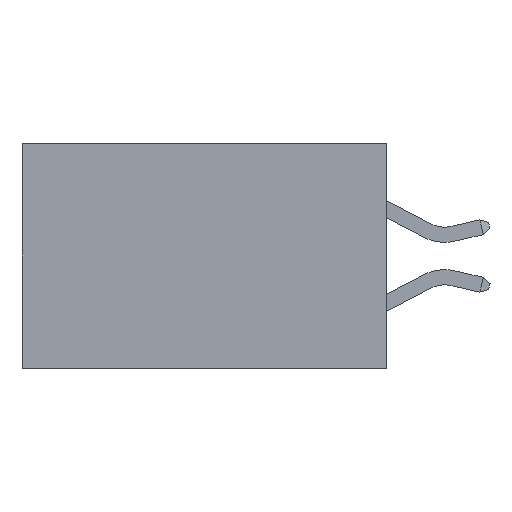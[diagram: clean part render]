
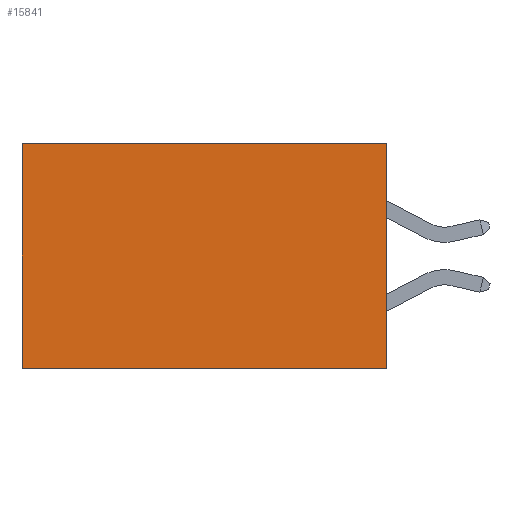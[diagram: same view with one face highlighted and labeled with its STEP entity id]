
A CAD part, left-side view. The second image highlights one B-rep face of the part: STEP entity #15841.
In plain terms, the highlighted planar face has unit normal (-1, 0, 0).
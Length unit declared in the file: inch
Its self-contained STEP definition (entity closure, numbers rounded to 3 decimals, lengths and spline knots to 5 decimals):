
#1071 = VERTEX_POINT ( 'NONE', #21003 ) ;
#1629 = FACE_OUTER_BOUND ( 'NONE', #23191, .T. ) ;
#2296 = LINE ( 'NONE', #4390, #3514 ) ;
#2584 = DIRECTION ( 'NONE',  ( 0., 1., 0. ) ) ;
#2804 = DIRECTION ( 'NONE',  ( 0., 0., -1. ) ) ;
#3514 = VECTOR ( 'NONE', #12428, 39.37008 ) ;
#4390 = CARTESIAN_POINT ( 'NONE',  ( 0.298, 0., 0. ) ) ;
#4653 = VERTEX_POINT ( 'NONE', #9599 ) ;
#5279 = LINE ( 'NONE', #7863, #15789 ) ;
#5776 = CARTESIAN_POINT ( 'NONE',  ( 0.298, 0.6, -0.37 ) ) ;
#6292 = VERTEX_POINT ( 'NONE', #5776 ) ;
#6501 = CARTESIAN_POINT ( 'NONE',  ( 0.298, 0., 0. ) ) ;
#7195 = VECTOR ( 'NONE', #2584, 39.37008 ) ;
#7347 = ORIENTED_EDGE ( 'NONE', *, *, #14956, .F. ) ;
#7439 = CARTESIAN_POINT ( 'NONE',  ( 0.298, 0.6, 0. ) ) ;
#7863 = CARTESIAN_POINT ( 'NONE',  ( 0.298, 0.6, 0. ) ) ;
#8543 = VECTOR ( 'NONE', #21620, 39.37008 ) ;
#9154 = LINE ( 'NONE', #19571, #8543 ) ;
#9257 = AXIS2_PLACEMENT_3D ( 'NONE', #6501, #20180, #2804 ) ;
#9599 = CARTESIAN_POINT ( 'NONE',  ( 0.298, 0., -0.37 ) ) ;
#11884 = EDGE_CURVE ( 'NONE', #15212, #6292, #5279, .T. ) ;
#12193 = ORIENTED_EDGE ( 'NONE', *, *, #12996, .T. ) ;
#12428 = DIRECTION ( 'NONE',  ( 0., 0., -1. ) ) ;
#12996 = EDGE_CURVE ( 'NONE', #1071, #15212, #9154, .T. ) ;
#14956 = EDGE_CURVE ( 'NONE', #1071, #4653, #2296, .T. ) ;
#15142 = ORIENTED_EDGE ( 'NONE', *, *, #21727, .F. ) ;
#15212 = VERTEX_POINT ( 'NONE', #7439 ) ;
#15789 = VECTOR ( 'NONE', #17835, 39.37008 ) ;
#15841 = ADVANCED_FACE ( 'NONE', ( #1629 ), #20508, .F. ) ;
#17835 = DIRECTION ( 'NONE',  ( 0., 0., -1. ) ) ;
#18190 = ORIENTED_EDGE ( 'NONE', *, *, #11884, .T. ) ;
#19571 = CARTESIAN_POINT ( 'NONE',  ( 0.298, 0., 0. ) ) ;
#20180 = DIRECTION ( 'NONE',  ( 1., 0., 0. ) ) ;
#20281 = CARTESIAN_POINT ( 'NONE',  ( 0.298, 0., -0.37 ) ) ;
#20508 = PLANE ( 'NONE',  #9257 ) ;
#21003 = CARTESIAN_POINT ( 'NONE',  ( 0.298, 0., 0. ) ) ;
#21018 = LINE ( 'NONE', #20281, #7195 ) ;
#21620 = DIRECTION ( 'NONE',  ( 0., 1., 0. ) ) ;
#21727 = EDGE_CURVE ( 'NONE', #4653, #6292, #21018, .T. ) ;
#23191 = EDGE_LOOP ( 'NONE', ( #18190, #15142, #7347, #12193 ) ) ;
